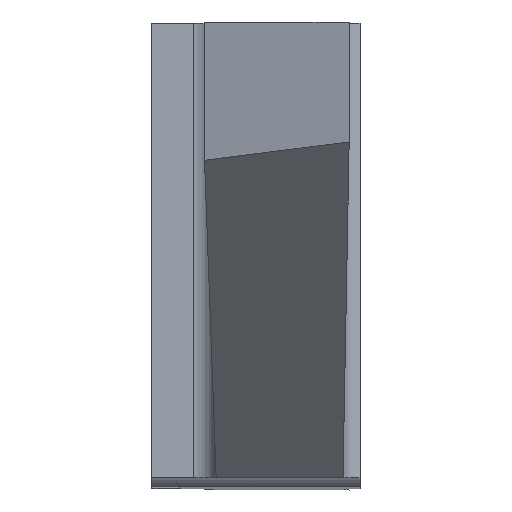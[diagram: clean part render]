
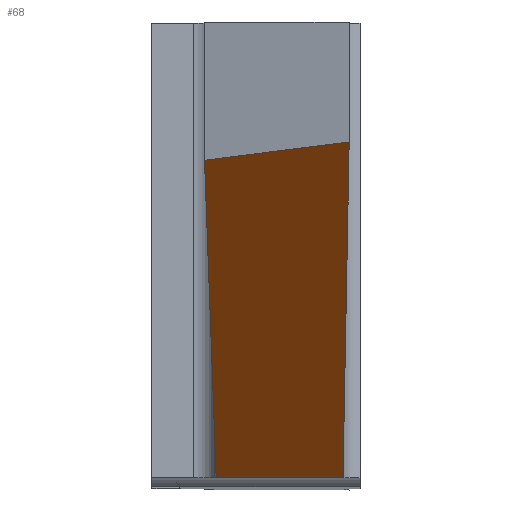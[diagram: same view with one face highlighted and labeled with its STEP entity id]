
A CAD part, top view. The second image highlights one B-rep face of the part: STEP entity #68.
In plain terms, the highlighted planar face has unit normal (0, -0.904, 0.427).
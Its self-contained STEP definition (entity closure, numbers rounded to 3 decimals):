
#31 = CARTESIAN_POINT ( 'NONE',  ( 3.652, 1.958, 25.315 ) ) ;
#68 = ADVANCED_FACE ( 'NONE', ( #1009 ), #372, .F. ) ;
#77 = VERTEX_POINT ( 'NONE', #538 ) ;
#82 = CARTESIAN_POINT ( 'NONE',  ( 3.6, -3.85, 13.027 ) ) ;
#113 = VERTEX_POINT ( 'NONE', #914 ) ;
#182 = DIRECTION ( 'NONE',  ( -0.959, -0.121, -0.257 ) ) ;
#211 = ORIENTED_EDGE ( 'NONE', *, *, #651, .T. ) ;
#234 = CARTESIAN_POINT ( 'NONE',  ( 3.412, 2.034, 25.475 ) ) ;
#240 = LINE ( 'NONE', #82, #432 ) ;
#337 = VERTEX_POINT ( 'NONE', #1087 ) ;
#343 = CARTESIAN_POINT ( 'NONE',  ( 0.895, 2.015, 25.435 ) ) ;
#372 = PLANE ( 'NONE',  #396 ) ;
#396 = AXIS2_PLACEMENT_3D ( 'NONE', #705, #422, #1038 ) ;
#402 = LINE ( 'NONE', #343, #846 ) ;
#422 = DIRECTION ( 'NONE',  ( 0., 0.904, -0.427 ) ) ;
#432 = VECTOR ( 'NONE', #902, 1000. ) ;
#508 = EDGE_LOOP ( 'NONE', ( #565, #211, #949, #672 ) ) ;
#537 = LINE ( 'NONE', #31, #942 ) ;
#538 = CARTESIAN_POINT ( 'NONE',  ( 3.303, -3.85, 13.027 ) ) ;
#565 = ORIENTED_EDGE ( 'NONE', *, *, #850, .T. ) ;
#651 = EDGE_CURVE ( 'NONE', #877, #113, #402, .T. ) ;
#672 = ORIENTED_EDGE ( 'NONE', *, *, #697, .T. ) ;
#675 = LINE ( 'NONE', #234, #1004 ) ;
#697 = EDGE_CURVE ( 'NONE', #77, #337, #675, .T. ) ;
#705 = CARTESIAN_POINT ( 'NONE',  ( 3.6, 2.034, 25.474 ) ) ;
#778 = EDGE_CURVE ( 'NONE', #77, #113, #240, .T. ) ;
#846 = VECTOR ( 'NONE', #905, 1000. ) ;
#850 = EDGE_CURVE ( 'NONE', #337, #877, #537, .T. ) ;
#877 = VERTEX_POINT ( 'NONE', #1032 ) ;
#902 = DIRECTION ( 'NONE',  ( -1., 0., 0. ) ) ;
#905 = DIRECTION ( 'NONE',  ( 0.016, -0.427, -0.904 ) ) ;
#914 = CARTESIAN_POINT ( 'NONE',  ( 1.112, -3.85, 13.027 ) ) ;
#942 = VECTOR ( 'NONE', #182, 1000. ) ;
#949 = ORIENTED_EDGE ( 'NONE', *, *, #778, .F. ) ;
#985 = DIRECTION ( 'NONE',  ( 0.008, 0.427, 0.904 ) ) ;
#1004 = VECTOR ( 'NONE', #985, 1000. ) ;
#1009 = FACE_OUTER_BOUND ( 'NONE', #508, .T. ) ;
#1032 = CARTESIAN_POINT ( 'NONE',  ( 0.91, 1.611, 24.58 ) ) ;
#1038 = DIRECTION ( 'NONE',  ( 0., 0.427, 0.904 ) ) ;
#1087 = CARTESIAN_POINT ( 'NONE',  ( 3.41, 1.928, 25.25 ) ) ;
